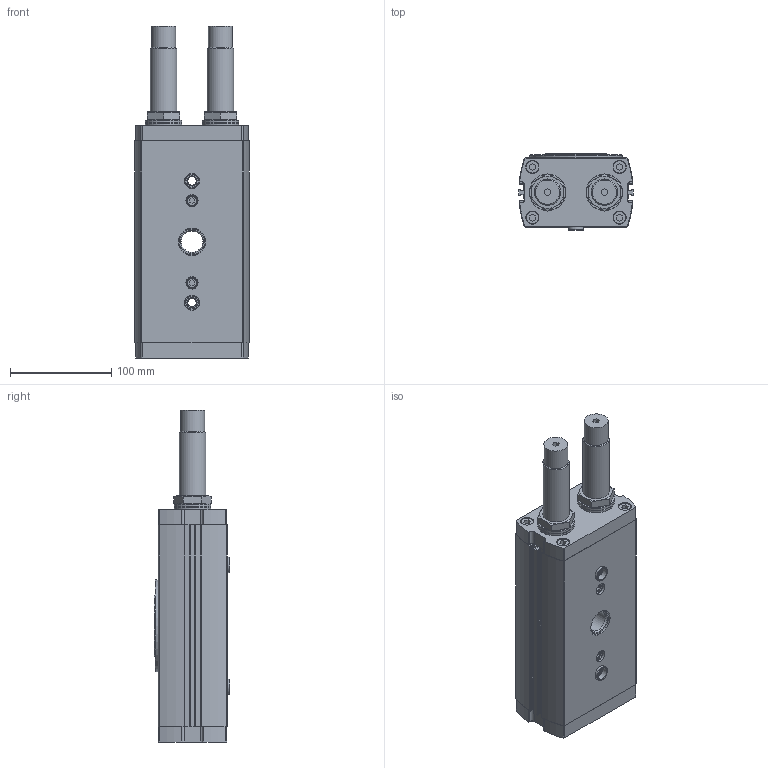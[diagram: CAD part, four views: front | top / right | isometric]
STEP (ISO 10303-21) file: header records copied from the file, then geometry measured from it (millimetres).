
FILE_DESCRIPTION(/* description */ ('STEP AP214'),/* implementation_level */ '2;1');
FILE_NAME(/* name */ '1526986_DRRD-40-180-FH-Y9A',/* time_stamp */ '2024-08-21T02:46:00+02:00',/* author */ ('License CC BY-ND 4.0'),/* organization */ ('CADENAS'),/* preprocessor_version */ 'ST-DEVELOPER v19.3',/* originating_system */ 'PARTsolutions',/* authorisation */ ' ');
FILE_SCHEMA (('AUTOMOTIVE_DESIGN {1 0 10303 214 3 1 1}'));
Length unit declared in the file: millimetre
Products named in the file (4): 1526986 DRRD-40-180-FH-Y9A---(0); 574404 DRRD-40---Y9--_t; 1503258 DRRD-40_w; 191409 ZBH-15
Assembly tree (4 placements, depth 2):
  1526986 DRRD-40-180-FH-Y9A---(0)
    574404 DRRD-40---Y9--_t
    1503258 DRRD-40_w
    191409 ZBH-15  x2
Bounding box: 112.99 x 74.9 x 327.2 mm (x, y, z)
Volume: 1751856.5 mm3; surface area: 157588.2 mm2
Topology: 4 solids, 4 shells, 438 faces, 1037 edges, 667 vertices
Faces by surface type: plane 217, cylinder 132, cone 78, torus 11
Full cylindrical faces by diameter (mm): 4.917 x14, 8.376 x2, 8.566 x2, 9 x8, 10 x2, 11 x2, 12 x2, 12.4 x2, 13 x8, 14 x2, 15 x6, 21 x1, 23.8 x2, 25 x3, 26 x2, 27 x1, 36 x4, 38 x2, 59.9 x2, 91 x1
Entity records: 11724 total; most frequent: CARTESIAN_POINT 2087, DIRECTION 2024, ORIENTED_EDGE 1726, EDGE_CURVE 863, AXIS2_PLACEMENT_3D 772, FACE_BOUND 648, VERTEX_POINT 643, EDGE_LOOP 632
